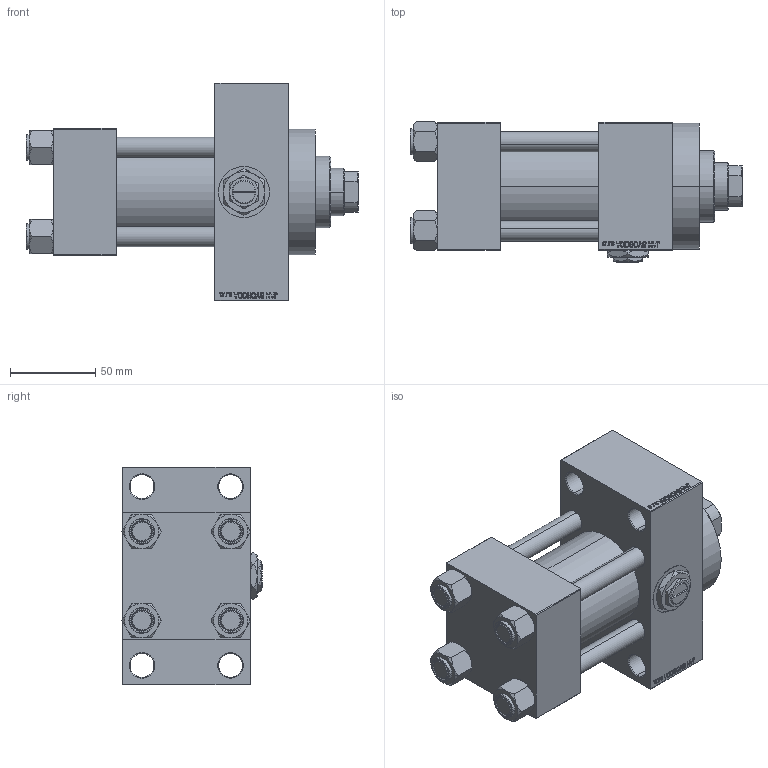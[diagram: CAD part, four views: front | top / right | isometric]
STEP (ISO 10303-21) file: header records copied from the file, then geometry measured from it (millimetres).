
FILE_DESCRIPTION (( 'STEP AP203' ), '1' );
FILE_NAME ('4795.STEP', '2022-06-20T08:51:47', ( '' ), ( '' ), 'SwSTEP 2.0', 'SolidWorks 2019', '' );
FILE_SCHEMA (( 'CONFIG_CONTROL_DESIGN' ));
Length unit declared in the file: millimetre
Products named in the file (7): Zatka_pro_OIL_PORT 9350559c77d511d483e18ac207ac65ba; V215CR_D_Body 9350559c77d511d483e18ac207ac65ba; NUT_M5_D 9350559c77d511d483e18ac207ac65ba; V215CR_VCP_D 9350559c77d511d483e18ac207ac65ba; V215_VC_A 9350559c77d511d483e18ac207ac65ba; V215CR_D_TYCINKA 9350559c77d511d483e18ac207ac65ba; 4795
Assembly tree (12 placements, depth 2):
  4795
    V215CR_D_Body 9350559c77d511d483e18ac207ac65ba
    V215CR_VCP_D 9350559c77d511d483e18ac207ac65ba
    NUT_M5_D 9350559c77d511d483e18ac207ac65ba  x4
    V215CR_D_TYCINKA 9350559c77d511d483e18ac207ac65ba  x4
    V215_VC_A 9350559c77d511d483e18ac207ac65ba
    Zatka_pro_OIL_PORT 9350559c77d511d483e18ac207ac65ba
Bounding box: 195 x 82.27 x 128 mm (x, y, z)
Volume: 812776.8 mm3; surface area: 170431 mm2
Topology: 12 solids, 12 shells, 1160 faces, 2882 edges, 1861 vertices
Faces by surface type: plane 523, bspline 368, cone 164, cylinder 97, torus 8
Entity records: 49183 total; most frequent: CARTESIAN_POINT 25695, ORIENTED_EDGE 5256, DIRECTION 3438, EDGE_CURVE 2628, VERTEX_POINT 1717, LINE 1550, VECTOR 1550, EDGE_LOOP 1177
